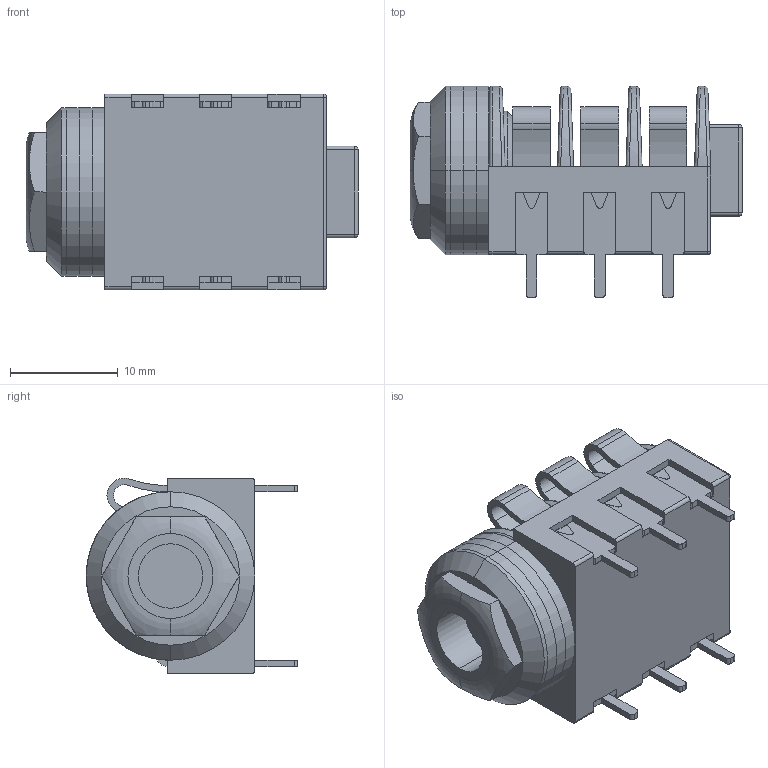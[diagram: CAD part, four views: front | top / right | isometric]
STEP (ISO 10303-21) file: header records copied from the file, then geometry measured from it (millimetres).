
FILE_DESCRIPTION (( 'STEP AP214' ), '1' );
FILE_NAME ('NMJ6HCD2.STEP', '2021-02-19T09:04:10', ( '' ), ( '' ), 'SwSTEP 2.0', 'SolidWorks 2017', '' );
FILE_SCHEMA (( 'AUTOMOTIVE_DESIGN' ));
Length unit declared in the file: millimetre
Products named in the file (2): NMJ6HCD2
Assembly tree (1 placements, depth 2):
  NMJ6HCD2
    NMJ6HCD2
Bounding box: 30.87 x 19.67 x 18.2 mm (x, y, z)
Volume: 4955.1 mm3; surface area: 5303.1 mm2
Topology: 12 solids, 12 shells, 341 faces, 886 edges, 568 vertices
Faces by surface type: plane 201, cylinder 117, bspline 10, sphere 6, cone 4, torus 3
Entity records: 10975 total; most frequent: CARTESIAN_POINT 2388, ORIENTED_EDGE 1760, DIRECTION 1745, EDGE_CURVE 880, LINE 591, VECTOR 591, AXIS2_PLACEMENT_3D 577, VERTEX_POINT 568
